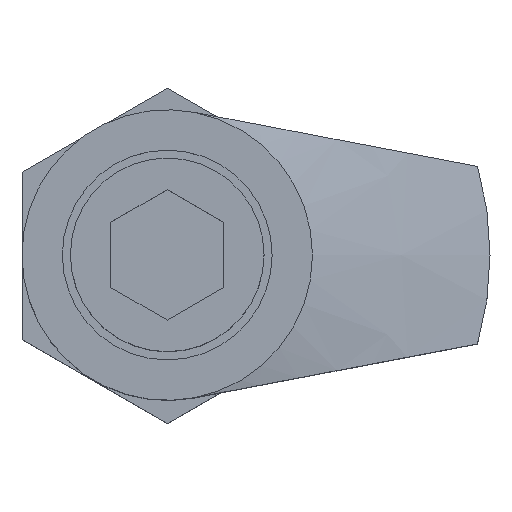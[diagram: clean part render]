
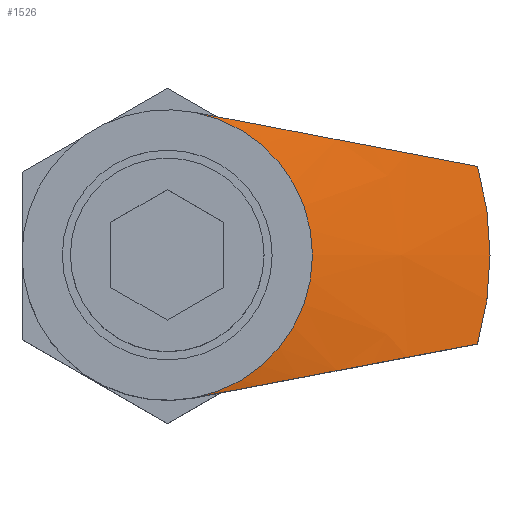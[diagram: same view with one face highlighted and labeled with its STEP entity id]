
A CAD part, top view. The second image highlights one B-rep face of the part: STEP entity #1526.
In plain terms, the highlighted conical face has half-angle 74.745 degrees and reference radius 40 mm.
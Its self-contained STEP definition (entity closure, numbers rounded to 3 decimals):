
#2 = EDGE_CURVE ( 'NONE', #576, #1111, #1870, .T. ) ;
#33 = AXIS2_PLACEMENT_3D ( 'NONE', #53, #1762, #160 ) ;
#53 = CARTESIAN_POINT ( 'NONE',  ( 0., 0., 60. ) ) ;
#82 = CARTESIAN_POINT ( 'NONE',  ( 3.367, 17.682, 60. ) ) ;
#132 = CARTESIAN_POINT ( 'NONE',  ( 23.968, -13.759, 57.394 ) ) ;
#139 = CARTESIAN_POINT ( 'NONE',  ( 6.346, 17.115, 59.947 ) ) ;
#148 = DIRECTION ( 'NONE',  ( 0., 0., -1. ) ) ;
#154 = EDGE_CURVE ( 'NONE', #631, #484, #1146, .T. ) ;
#160 = DIRECTION ( 'NONE',  ( 1., 0., 0. ) ) ;
#168 = DIRECTION ( 'NONE',  ( 0., 0., 1. ) ) ;
#192 = CARTESIAN_POINT ( 'NONE',  ( 32.675, 12.101, 55.417 ) ) ;
#234 = ORIENTED_EDGE ( 'NONE', *, *, #154, .T. ) ;
#273 = CARTESIAN_POINT ( 'NONE',  ( 38.458, -11., 54. ) ) ;
#315 = ORIENTED_EDGE ( 'NONE', *, *, #1699, .F. ) ;
#352 = CARTESIAN_POINT ( 'NONE',  ( 26.876, 13.206, 56.755 ) ) ;
#369 = CIRCLE ( 'NONE', #33, 18. ) ;
#415 = ORIENTED_EDGE ( 'NONE', *, *, #1648, .T. ) ;
#466 = EDGE_LOOP ( 'NONE', ( #315, #234, #415, #1673 ) ) ;
#471 = DIRECTION ( 'NONE',  ( 1., 0., 0. ) ) ;
#484 = VERTEX_POINT ( 'NONE', #1320 ) ;
#554 = CIRCLE ( 'NONE', #1608, 40. ) ;
#576 = VERTEX_POINT ( 'NONE', #82 ) ;
#590 = CARTESIAN_POINT ( 'NONE',  ( 9.308, 16.551, 59.746 ) ) ;
#631 = VERTEX_POINT ( 'NONE', #1665 ) ;
#688 = CARTESIAN_POINT ( 'NONE',  ( 18.128, -14.871, 58.54 ) ) ;
#713 = CARTESIAN_POINT ( 'NONE',  ( 0., 0., 54. ) ) ;
#734 = CARTESIAN_POINT ( 'NONE',  ( 18.128, 14.871, 58.54 ) ) ;
#747 = CARTESIAN_POINT ( 'NONE',  ( 10.784, 16.27, 59.598 ) ) ;
#806 = CONICAL_SURFACE ( 'NONE', #1691, 40., 1.305 ) ;
#1017 = CARTESIAN_POINT ( 'NONE',  ( 15.2, 15.429, 59.048 ) ) ;
#1053 = CARTESIAN_POINT ( 'NONE',  ( 38.458, 11., 54. ) ) ;
#1111 = VERTEX_POINT ( 'NONE', #1210 ) ;
#1146 = B_SPLINE_CURVE_WITH_KNOTS ( 'NONE', 3,
 ( #1421, #1149, #1277, #1295, #1304, #1569, #688, #132, #1842, #1154, #1428, #273 ),
 .UNSPECIFIED., .F., .F.,
 ( 4, 2, 2, 2, 2, 4 ),
 ( 0., 0.005, 0.009, 0.018, 0.027, 0.036 ),
 .UNSPECIFIED. ) ;
#1149 = CARTESIAN_POINT ( 'NONE',  ( 4.86, -17.398, 60. ) ) ;
#1154 = CARTESIAN_POINT ( 'NONE',  ( 32.675, -12.101, 55.417 ) ) ;
#1172 = CARTESIAN_POINT ( 'NONE',  ( 23.968, 13.759, 57.394 ) ) ;
#1183 = CARTESIAN_POINT ( 'NONE',  ( 3.367, 17.682, 60. ) ) ;
#1210 = CARTESIAN_POINT ( 'NONE',  ( 38.458, 11., 54. ) ) ;
#1277 = CARTESIAN_POINT ( 'NONE',  ( 6.346, -17.115, 59.947 ) ) ;
#1289 = DIRECTION ( 'NONE',  ( -1., 0., 0. ) ) ;
#1295 = CARTESIAN_POINT ( 'NONE',  ( 9.308, -16.551, 59.746 ) ) ;
#1304 = CARTESIAN_POINT ( 'NONE',  ( 10.784, -16.27, 59.598 ) ) ;
#1320 = CARTESIAN_POINT ( 'NONE',  ( 38.458, -11., 54. ) ) ;
#1383 = CARTESIAN_POINT ( 'NONE',  ( 35.568, 11.55, 54.716 ) ) ;
#1421 = CARTESIAN_POINT ( 'NONE',  ( 3.367, -17.682, 60. ) ) ;
#1428 = CARTESIAN_POINT ( 'NONE',  ( 35.568, -11.55, 54.716 ) ) ;
#1433 = FACE_OUTER_BOUND ( 'NONE', #466, .T. ) ;
#1526 = ADVANCED_FACE ( 'NONE', ( #1433 ), #806, .T. ) ;
#1569 = CARTESIAN_POINT ( 'NONE',  ( 15.2, -15.429, 59.048 ) ) ;
#1608 = AXIS2_PLACEMENT_3D ( 'NONE', #1629, #168, #471 ) ;
#1629 = CARTESIAN_POINT ( 'NONE',  ( 0., 0., 54. ) ) ;
#1648 = EDGE_CURVE ( 'NONE', #484, #1111, #554, .T. ) ;
#1665 = CARTESIAN_POINT ( 'NONE',  ( 3.367, -17.682, 60. ) ) ;
#1673 = ORIENTED_EDGE ( 'NONE', *, *, #2, .F. ) ;
#1691 = AXIS2_PLACEMENT_3D ( 'NONE', #713, #148, #1289 ) ;
#1699 = EDGE_CURVE ( 'NONE', #631, #576, #369, .T. ) ;
#1720 = CARTESIAN_POINT ( 'NONE',  ( 4.86, 17.398, 60. ) ) ;
#1762 = DIRECTION ( 'NONE',  ( 0., 0., 1. ) ) ;
#1842 = CARTESIAN_POINT ( 'NONE',  ( 26.876, -13.206, 56.755 ) ) ;
#1870 = B_SPLINE_CURVE_WITH_KNOTS ( 'NONE', 3,
 ( #1183, #1720, #139, #590, #747, #1017, #734, #1172, #352, #192, #1383, #1053 ),
 .UNSPECIFIED., .F., .F.,
 ( 4, 2, 2, 2, 2, 4 ),
 ( 0., 0.005, 0.009, 0.018, 0.027, 0.036 ),
 .UNSPECIFIED. ) ;
